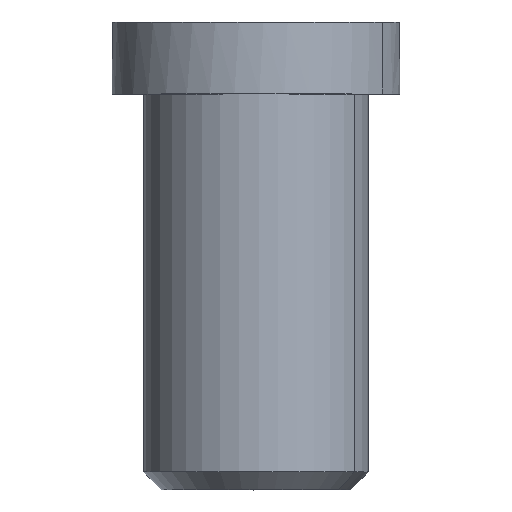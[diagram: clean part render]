
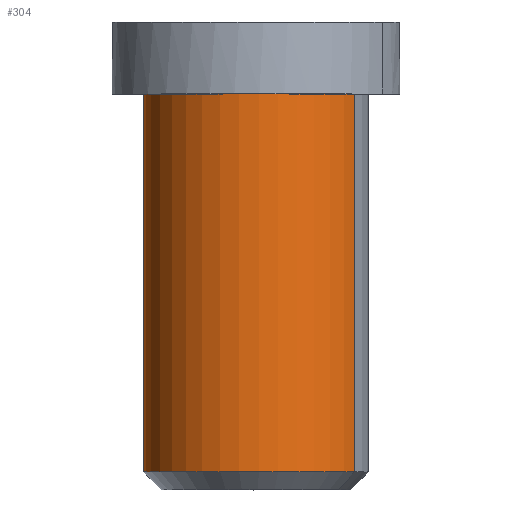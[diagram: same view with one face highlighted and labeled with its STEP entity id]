
A CAD part, top view. The second image highlights one B-rep face of the part: STEP entity #304.
In plain terms, the highlighted cylindrical face has radius 6.25 mm (diameter 12.5 mm), a partial arc.
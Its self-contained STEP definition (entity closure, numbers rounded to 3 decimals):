
#75=CARTESIAN_POINT('Axis2P3D Location',(0.,39.643,0.)) ;
#79=CARTESIAN_POINT('Vertex',(5.485,39.643,2.996)) ;
#81=CARTESIAN_POINT('Vertex',(-5.485,39.643,-2.996)) ;
#274=CARTESIAN_POINT('Axis2P3D Location',(0.,30.643,0.)) ;
#279=CARTESIAN_POINT('Line Origine',(5.485,28.643,2.996)) ;
#283=CARTESIAN_POINT('Vertex',(5.485,18.643,2.996)) ;
#286=CARTESIAN_POINT('Line Origine',(-5.485,28.643,-2.996)) ;
#290=CARTESIAN_POINT('Vertex',(-5.485,18.643,-2.996)) ;
#293=CARTESIAN_POINT('Axis2P3D Location',(0.,18.643,0.)) ;
#76=DIRECTION('Axis2P3D Direction',(0.,-1.,0.)) ;
#275=DIRECTION('Axis2P3D Direction',(0.,-1.,0.)) ;
#276=DIRECTION('Axis2P3D XDirection',(0.878,0.,0.479)) ;
#280=DIRECTION('Vector Direction',(0.,-1.,0.)) ;
#287=DIRECTION('Vector Direction',(0.,-1.,0.)) ;
#294=DIRECTION('Axis2P3D Direction',(0.,-1.,0.)) ;
#77=AXIS2_PLACEMENT_3D('Circle Axis2P3D',#75,#76,$) ;
#277=AXIS2_PLACEMENT_3D('Cylinder Axis2P3D',#274,#275,#276) ;
#295=AXIS2_PLACEMENT_3D('Circle Axis2P3D',#293,#294,$) ;
#299=ORIENTED_EDGE('',*,*,#285,.T.) ;
#300=ORIENTED_EDGE('',*,*,#83,.T.) ;
#301=ORIENTED_EDGE('',*,*,#292,.F.) ;
#302=ORIENTED_EDGE('',*,*,#297,.F.) ;
#281=VECTOR('Line Direction',#280,1.) ;
#288=VECTOR('Line Direction',#287,1.) ;
#304=ADVANCED_FACE('PartBody',(#303),#278,.T.) ;
#78=CIRCLE('generated circle',#77,6.25) ;
#296=CIRCLE('generated circle',#295,6.25) ;
#278=CYLINDRICAL_SURFACE('generated cylinder',#277,6.25) ;
#83=EDGE_CURVE('',#80,#82,#78,.T.) ;
#285=EDGE_CURVE('',#284,#80,#282,.F.) ;
#292=EDGE_CURVE('',#291,#82,#289,.F.) ;
#297=EDGE_CURVE('',#284,#291,#296,.T.) ;
#298=EDGE_LOOP('',(#299,#300,#301,#302)) ;
#303=FACE_OUTER_BOUND('',#298,.T.) ;
#282=LINE('Line',#279,#281) ;
#289=LINE('Line',#286,#288) ;
#80=VERTEX_POINT('',#79) ;
#82=VERTEX_POINT('',#81) ;
#284=VERTEX_POINT('',#283) ;
#291=VERTEX_POINT('',#290) ;
